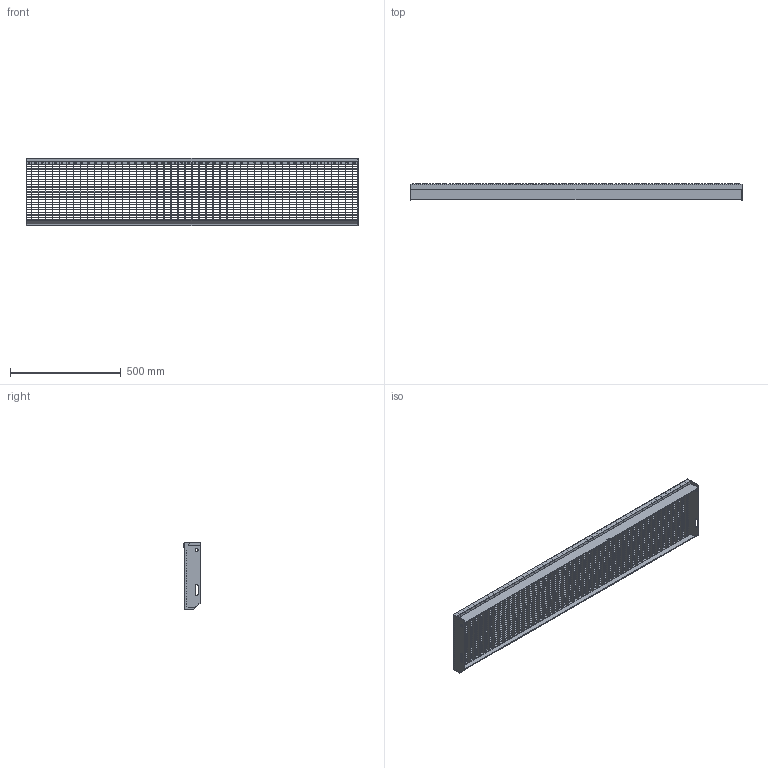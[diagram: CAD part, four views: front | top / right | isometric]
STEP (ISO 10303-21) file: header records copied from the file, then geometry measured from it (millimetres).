
FILE_DESCRIPTION (( 'STEP AP203' ), '1' );
FILE_NAME ('40.1503031.7.step', '2015-10-04T07:13:11', ( '' ), ( '' ), 'SwSTEP 2.0', 'SolidWorks 2015', '' );
FILE_SCHEMA (( 'CONFIG_CONTROL_DESIGN' ));
Length unit declared in the file: millimetre
Products named in the file (1): 40.1503031.7
Bounding box: 1500 x 72.67 x 305 mm (x, y, z)
Volume: 1543286.9 mm3; surface area: 1948949.2 mm2
Topology: 62 solids, 62 shells, 1356 faces, 3341 edges, 2210 vertices
Faces by surface type: plane 854, cylinder 208, cone 198, bspline 96
Entity records: 45876 total; most frequent: CARTESIAN_POINT 13100, ORIENTED_EDGE 6682, DIRECTION 6499, EDGE_CURVE 3341, VECTOR 2321, LINE 2321, VERTEX_POINT 2210, AXIS2_PLACEMENT_3D 2089
